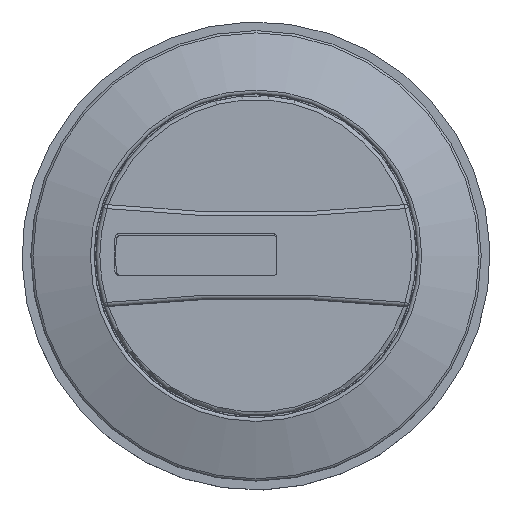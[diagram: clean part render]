
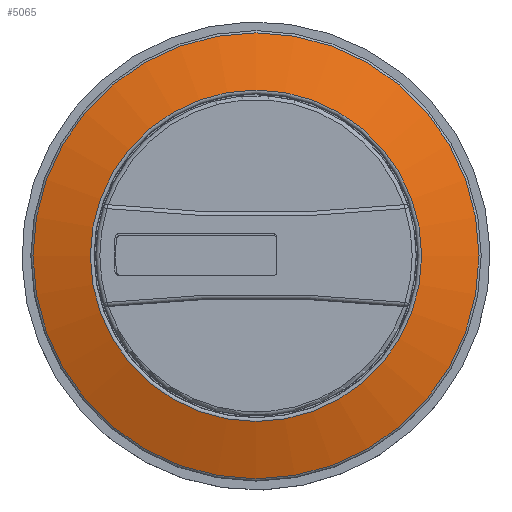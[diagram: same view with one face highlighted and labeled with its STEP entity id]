
A CAD part, top view. The second image highlights one B-rep face of the part: STEP entity #5065.
In plain terms, the highlighted conical face has half-angle 71.267 degrees and reference radius 12.107 mm.
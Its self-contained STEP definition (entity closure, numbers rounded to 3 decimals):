
#53=CONICAL_SURFACE($,#5472,12.107,71.267);
#112=FACE_BOUND($,#797,.T.);
#469=FACE_OUTER_BOUND($,#796,.T.);
#796=EDGE_LOOP($,(#4007));
#797=EDGE_LOOP($,(#4008));
#2118=CIRCLE($,#5437,10.265);
#2133=CIRCLE($,#5473,13.814);
#2472=VERTEX_POINT($,#7927);
#2504=VERTEX_POINT($,#8070);
#3021=EDGE_CURVE($,#2472,#2472,#2118,.T.);
#3074=EDGE_CURVE($,#2504,#2504,#2133,.T.);
#4007=ORIENTED_EDGE($,*,*,#3021,.F.);
#4008=ORIENTED_EDGE($,*,*,#3074,.F.);
#5065=ADVANCED_FACE($,(#469,#112),#53,.T.);
#5437=AXIS2_PLACEMENT_3D($,#7928,#6347,#6348);
#5472=AXIS2_PLACEMENT_3D($,#8069,#6451,#6452);
#5473=AXIS2_PLACEMENT_3D($,#8071,#6453,#6454);
#6347=DIRECTION('center_axis',(0.,0.,1.));
#6348=DIRECTION('ref_axis',(0.,1.,0.));
#6451=DIRECTION('center_axis',(0.,0.,-1.));
#6452=DIRECTION('ref_axis',(0.,1.,0.));
#6453=DIRECTION('center_axis',(0.,0.,-1.));
#6454=DIRECTION('ref_axis',(0.,-1.,0.));
#7927=CARTESIAN_POINT('',(0.,10.265,14.3));
#7928=CARTESIAN_POINT('Origin',(0.,0.,
14.3));
#8069=CARTESIAN_POINT('Origin',(0.,0.,
13.675));
#8070=CARTESIAN_POINT('',(0.,13.814,13.096));
#8071=CARTESIAN_POINT('Origin',(0.,0.,
13.096));
